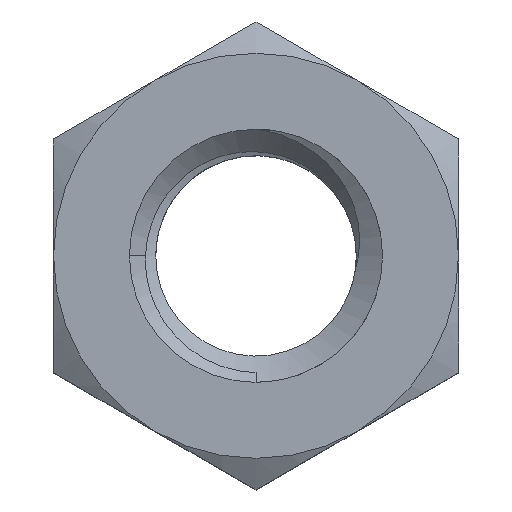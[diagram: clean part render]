
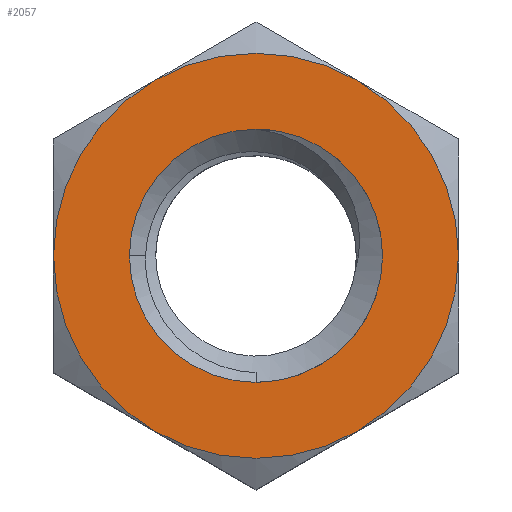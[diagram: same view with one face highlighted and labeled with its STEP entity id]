
A CAD part, top view. The second image highlights one B-rep face of the part: STEP entity #2057.
In plain terms, the highlighted planar face has unit normal (0, 0, 1).
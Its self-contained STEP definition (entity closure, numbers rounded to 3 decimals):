
#9 = DIRECTION ( 'NONE',  ( -1., 0., 0. ) ) ;
#14 = DIRECTION ( 'NONE',  ( 0., 0., 1. ) ) ;
#45 = AXIS2_PLACEMENT_3D ( 'NONE', #1110, #933, #9 ) ;
#71 = AXIS2_PLACEMENT_3D ( 'NONE', #1105, #1085, #1077 ) ;
#121 = CIRCLE ( 'NONE', #307, 4. ) ;
#178 = DIRECTION ( 'NONE',  ( 1., 0., 0. ) ) ;
#226 = CARTESIAN_POINT ( 'NONE',  ( 0., 0., 2. ) ) ;
#231 = AXIS2_PLACEMENT_3D ( 'NONE', #593, #539, #531 ) ;
#263 = EDGE_CURVE ( 'NONE', #2154, #471, #1056, .T. ) ;
#274 = ORIENTED_EDGE ( 'NONE', *, *, #263, .T. ) ;
#283 = CARTESIAN_POINT ( 'NONE',  ( 0., 0., 2. ) ) ;
#307 = AXIS2_PLACEMENT_3D ( 'NONE', #637, #620, #440 ) ;
#322 = DIRECTION ( 'NONE',  ( 0., 0., 1. ) ) ;
#333 = ORIENTED_EDGE ( 'NONE', *, *, #1402, .T. ) ;
#351 = ORIENTED_EDGE ( 'NONE', *, *, #1058, .T. ) ;
#397 = CARTESIAN_POINT ( 'NONE',  ( -4., 0., 2. ) ) ;
#404 = AXIS2_PLACEMENT_3D ( 'NONE', #1672, #1652, #1641 ) ;
#408 = ORIENTED_EDGE ( 'NONE', *, *, #2080, .T. ) ;
#413 = DIRECTION ( 'NONE',  ( 1., 0., 0. ) ) ;
#423 = FACE_OUTER_BOUND ( 'NONE', #1808, .T. ) ;
#440 = DIRECTION ( 'NONE',  ( 1., 0., 0. ) ) ;
#447 = CIRCLE ( 'NONE', #1374, 4. ) ;
#457 = DIRECTION ( 'NONE',  ( 1., 0., 0. ) ) ;
#460 = CARTESIAN_POINT ( 'NONE',  ( 0., 2.5, 2. ) ) ;
#471 = VERTEX_POINT ( 'NONE', #2286 ) ;
#531 = DIRECTION ( 'NONE',  ( 1., 0., 0. ) ) ;
#539 = DIRECTION ( 'NONE',  ( 0., 0., 1. ) ) ;
#567 = AXIS2_PLACEMENT_3D ( 'NONE', #778, #2030, #963 ) ;
#571 = CIRCLE ( 'NONE', #2245, 2.5 ) ;
#593 = CARTESIAN_POINT ( 'NONE',  ( 0., 0., 2. ) ) ;
#620 = DIRECTION ( 'NONE',  ( 0., 0., 1. ) ) ;
#637 = CARTESIAN_POINT ( 'NONE',  ( 0., 0., 2. ) ) ;
#695 = EDGE_CURVE ( 'NONE', #2085, #2209, #447, .T. ) ;
#707 = AXIS2_PLACEMENT_3D ( 'NONE', #2018, #14, #1316 ) ;
#762 = CARTESIAN_POINT ( 'NONE',  ( 4., 0., 2. ) ) ;
#778 = CARTESIAN_POINT ( 'NONE',  ( 0., 0., 2. ) ) ;
#854 = ORIENTED_EDGE ( 'NONE', *, *, #2132, .F. ) ;
#875 = VERTEX_POINT ( 'NONE', #1026 ) ;
#933 = DIRECTION ( 'NONE',  ( 0., 0., -1. ) ) ;
#941 = DIRECTION ( 'NONE',  ( 1., 0., 0. ) ) ;
#950 = ORIENTED_EDGE ( 'NONE', *, *, #1972, .T. ) ;
#960 = FACE_BOUND ( 'NONE', #1281, .T. ) ;
#963 = DIRECTION ( 'NONE',  ( 1., 0., 0. ) ) ;
#977 = CIRCLE ( 'NONE', #231, 2.5 ) ;
#979 = CIRCLE ( 'NONE', #45, 2.5 ) ;
#1006 = VERTEX_POINT ( 'NONE', #1631 ) ;
#1026 = CARTESIAN_POINT ( 'NONE',  ( 2., -3.464, 2. ) ) ;
#1056 = CIRCLE ( 'NONE', #1966, 4. ) ;
#1057 = CARTESIAN_POINT ( 'NONE',  ( 2.5, 0., 2. ) ) ;
#1058 = EDGE_CURVE ( 'NONE', #2209, #1006, #2166, .T. ) ;
#1077 = DIRECTION ( 'NONE',  ( 1., 0., 0. ) ) ;
#1085 = DIRECTION ( 'NONE',  ( 0., 0., 1. ) ) ;
#1094 = CIRCLE ( 'NONE', #404, 2.5 ) ;
#1105 = CARTESIAN_POINT ( 'NONE',  ( 0., 0., 2. ) ) ;
#1110 = CARTESIAN_POINT ( 'NONE',  ( 0., 0., 2. ) ) ;
#1156 = ORIENTED_EDGE ( 'NONE', *, *, #2308, .T. ) ;
#1191 = AXIS2_PLACEMENT_3D ( 'NONE', #283, #1573, #457 ) ;
#1281 = EDGE_LOOP ( 'NONE', ( #854, #333, #950, #1292 ) ) ;
#1288 = VERTEX_POINT ( 'NONE', #1057 ) ;
#1292 = ORIENTED_EDGE ( 'NONE', *, *, #1486, .F. ) ;
#1316 = DIRECTION ( 'NONE',  ( 1., 0., 0. ) ) ;
#1374 = AXIS2_PLACEMENT_3D ( 'NONE', #1784, #322, #941 ) ;
#1402 = EDGE_CURVE ( 'NONE', #1791, #1288, #1094, .T. ) ;
#1486 = EDGE_CURVE ( 'NONE', #2224, #1778, #977, .T. ) ;
#1509 = CARTESIAN_POINT ( 'NONE',  ( 0., -2.5, 2. ) ) ;
#1521 = DIRECTION ( 'NONE',  ( 0., 0., 1. ) ) ;
#1536 = CARTESIAN_POINT ( 'NONE',  ( -2.5, 0., 2. ) ) ;
#1544 = ORIENTED_EDGE ( 'NONE', *, *, #695, .T. ) ;
#1573 = DIRECTION ( 'NONE',  ( 0., 0., 1. ) ) ;
#1631 = CARTESIAN_POINT ( 'NONE',  ( -2., 3.464, 2. ) ) ;
#1641 = DIRECTION ( 'NONE',  ( -1., 0., 0. ) ) ;
#1652 = DIRECTION ( 'NONE',  ( 0., 0., -1. ) ) ;
#1672 = CARTESIAN_POINT ( 'NONE',  ( 0., 0., 2. ) ) ;
#1713 = CARTESIAN_POINT ( 'NONE',  ( 2., 3.464, 2. ) ) ;
#1778 = VERTEX_POINT ( 'NONE', #1509 ) ;
#1784 = CARTESIAN_POINT ( 'NONE',  ( 0., 0., 2. ) ) ;
#1790 = ORIENTED_EDGE ( 'NONE', *, *, #1948, .T. ) ;
#1791 = VERTEX_POINT ( 'NONE', #460 ) ;
#1794 = CARTESIAN_POINT ( 'NONE',  ( 0., 0., 2. ) ) ;
#1808 = EDGE_LOOP ( 'NONE', ( #408, #1544, #351, #1156, #274, #1790 ) ) ;
#1823 = DIRECTION ( 'NONE',  ( 0., 0., 1. ) ) ;
#1920 = CIRCLE ( 'NONE', #1191, 4. ) ;
#1948 = EDGE_CURVE ( 'NONE', #471, #875, #121, .T. ) ;
#1966 = AXIS2_PLACEMENT_3D ( 'NONE', #1794, #1823, #178 ) ;
#1972 = EDGE_CURVE ( 'NONE', #1288, #1778, #979, .T. ) ;
#2018 = CARTESIAN_POINT ( 'NONE',  ( -4., 2.309, 2. ) ) ;
#2030 = DIRECTION ( 'NONE',  ( 0., 0., 1. ) ) ;
#2057 = ADVANCED_FACE ( 'NONE', ( #960, #423 ), #2182, .T. ) ;
#2080 = EDGE_CURVE ( 'NONE', #875, #2085, #2278, .T. ) ;
#2085 = VERTEX_POINT ( 'NONE', #762 ) ;
#2132 = EDGE_CURVE ( 'NONE', #1791, #2224, #571, .T. ) ;
#2154 = VERTEX_POINT ( 'NONE', #397 ) ;
#2166 = CIRCLE ( 'NONE', #71, 4. ) ;
#2182 = PLANE ( 'NONE',  #707 ) ;
#2209 = VERTEX_POINT ( 'NONE', #1713 ) ;
#2224 = VERTEX_POINT ( 'NONE', #1536 ) ;
#2245 = AXIS2_PLACEMENT_3D ( 'NONE', #226, #1521, #413 ) ;
#2278 = CIRCLE ( 'NONE', #567, 4. ) ;
#2286 = CARTESIAN_POINT ( 'NONE',  ( -2., -3.464, 2. ) ) ;
#2308 = EDGE_CURVE ( 'NONE', #1006, #2154, #1920, .T. ) ;
